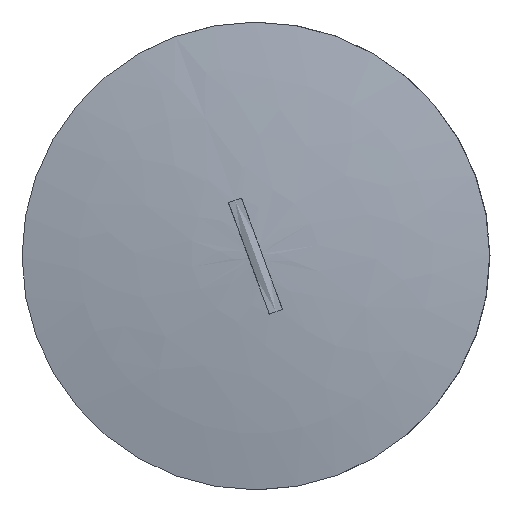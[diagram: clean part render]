
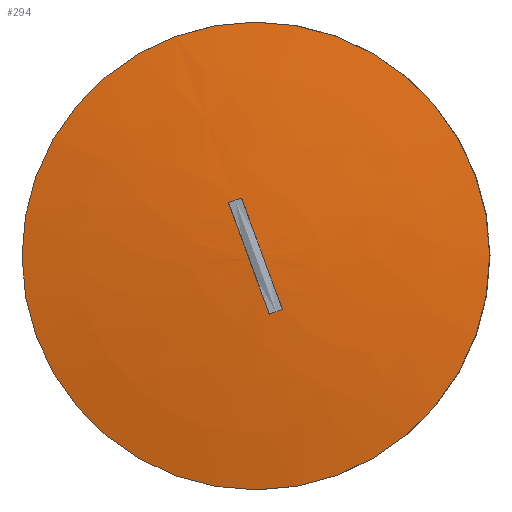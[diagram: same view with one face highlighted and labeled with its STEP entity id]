
A CAD part, left-side view. The second image highlights one B-rep face of the part: STEP entity #294.
In plain terms, the highlighted free-form (B-spline) face has degree [2, 2] with [3, 9] control points.
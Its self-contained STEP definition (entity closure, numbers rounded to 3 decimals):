
#28=(
BOUNDED_CURVE()
B_SPLINE_CURVE(2,(#1585,#1586,#1587),.UNSPECIFIED.,.F.,.F.)
B_SPLINE_CURVE_WITH_KNOTS((3,3),(1.395,1.504),
 .UNSPECIFIED.)
CURVE()
GEOMETRIC_REPRESENTATION_ITEM()
RATIONAL_B_SPLINE_CURVE((1.,0.998,0.999))
REPRESENTATION_ITEM('')
);
#29=(
BOUNDED_SURFACE()
B_SPLINE_SURFACE(2,2,((#1554,#1555,#1556,#1557,#1558,#1559,#1560,#1561,
#1562),(#1563,#1564,#1565,#1566,#1567,#1568,#1569,#1570,#1571),(#1572,#1573,
#1574,#1575,#1576,#1577,#1578,#1579,#1580)),.UNSPECIFIED.,.F.,.T.,.F.)
B_SPLINE_SURFACE_WITH_KNOTS((3,3),(3,2,2,2,3),(-1.536,-1.395),
(-3.142,-1.571,0.,1.571,3.142),
 .UNSPECIFIED.)
GEOMETRIC_REPRESENTATION_ITEM()
RATIONAL_B_SPLINE_SURFACE(((1.,0.707,1.,0.707,1.,
0.707,1.,0.707,1.),(0.998,0.705,
0.998,0.705,0.998,0.705,
0.998,0.705,0.998),(1.,0.707,
1.,0.707,1.,0.707,1.,0.707,1.)))
REPRESENTATION_ITEM('')
SURFACE()
);
#30=LINE('',#1525,#34);
#31=LINE('',#1526,#35);
#32=LINE('',#1545,#36);
#33=LINE('',#1546,#37);
#34=VECTOR('',#415,10.);
#35=VECTOR('',#416,10.);
#36=VECTOR('',#419,10.);
#37=VECTOR('',#420,10.);
#64=B_SPLINE_CURVE_WITH_KNOTS('',3,(#1510,#1511,#1512,#1513,#1514,#1515,
#1516,#1517,#1518,#1519,#1520,#1521,#1522,#1523,#1524),.UNSPECIFIED.,.F.,
 .F.,(4,2,2,3,2,2,4),(-0.833,-0.517,-0.258,
0.,0.258,0.517,0.833),.UNSPECIFIED.);
#65=B_SPLINE_CURVE_WITH_KNOTS('',3,(#1530,#1531,#1532,#1533,#1534,#1535,
#1536,#1537,#1538,#1539,#1540,#1541,#1542,#1543,#1544),.UNSPECIFIED.,.F.,
 .F.,(4,2,2,3,2,2,4),(-0.833,-0.517,-0.258,
0.,0.258,0.517,0.833),.UNSPECIFIED.);
#79=FACE_OUTER_BOUND('',#101,.T.);
#101=EDGE_LOOP('',(#243,#244,#245,#246,#247,#248,#249,#250,#251,#252,#253,
#254,#255,#256));
#115=CIRCLE('',#339,19.613);
#116=CIRCLE('',#340,19.613);
#118=CIRCLE('',#342,19.613);
#119=CIRCLE('',#343,19.613);
#128=CIRCLE('',#360,33.475);
#129=CIRCLE('',#361,33.475);
#137=VERTEX_POINT('',#472);
#138=VERTEX_POINT('',#473);
#139=VERTEX_POINT('',#475);
#140=VERTEX_POINT('',#477);
#141=VERTEX_POINT('',#479);
#142=VERTEX_POINT('',#481);
#152=VERTEX_POINT('',#1508);
#153=VERTEX_POINT('',#1509);
#154=VERTEX_POINT('',#1528);
#155=VERTEX_POINT('',#1529);
#158=VERTEX_POINT('',#1581);
#159=VERTEX_POINT('',#1582);
#166=EDGE_CURVE('',#137,#138,#115,.T.);
#167=EDGE_CURVE('',#139,#137,#116,.T.);
#169=EDGE_CURVE('',#141,#140,#118,.T.);
#170=EDGE_CURVE('',#142,#141,#119,.T.);
#185=EDGE_CURVE('',#152,#153,#64,.T.);
#186=EDGE_CURVE('',#138,#152,#30,.T.);
#187=EDGE_CURVE('',#153,#142,#31,.T.);
#188=EDGE_CURVE('',#154,#155,#65,.T.);
#189=EDGE_CURVE('',#140,#154,#32,.T.);
#190=EDGE_CURVE('',#155,#139,#33,.T.);
#193=EDGE_CURVE('',#158,#159,#128,.T.);
#194=EDGE_CURVE('',#159,#158,#129,.T.);
#195=EDGE_CURVE('',#159,#137,#28,.T.);
#243=ORIENTED_EDGE('',*,*,#193,.F.);
#244=ORIENTED_EDGE('',*,*,#194,.F.);
#245=ORIENTED_EDGE('',*,*,#195,.T.);
#246=ORIENTED_EDGE('',*,*,#166,.T.);
#247=ORIENTED_EDGE('',*,*,#186,.T.);
#248=ORIENTED_EDGE('',*,*,#185,.T.);
#249=ORIENTED_EDGE('',*,*,#187,.T.);
#250=ORIENTED_EDGE('',*,*,#170,.T.);
#251=ORIENTED_EDGE('',*,*,#169,.T.);
#252=ORIENTED_EDGE('',*,*,#189,.T.);
#253=ORIENTED_EDGE('',*,*,#188,.T.);
#254=ORIENTED_EDGE('',*,*,#190,.T.);
#255=ORIENTED_EDGE('',*,*,#167,.T.);
#256=ORIENTED_EDGE('',*,*,#195,.F.);
#294=ADVANCED_FACE('',(#79),#29,.F.);
#339=AXIS2_PLACEMENT_3D('',#474,#385,#386);
#340=AXIS2_PLACEMENT_3D('',#476,#387,#388);
#342=AXIS2_PLACEMENT_3D('',#480,#391,#392);
#343=AXIS2_PLACEMENT_3D('',#482,#393,#394);
#360=AXIS2_PLACEMENT_3D('',#1583,#431,#432);
#361=AXIS2_PLACEMENT_3D('',#1584,#433,#434);
#385=DIRECTION('center_axis',(0.996,0.,0.088));
#386=DIRECTION('ref_axis',(-0.088,-0.051,0.995));
#387=DIRECTION('center_axis',(0.996,0.,0.088));
#388=DIRECTION('ref_axis',(-0.088,0.,0.996));
#391=DIRECTION('center_axis',(0.996,0.,-0.088));
#392=DIRECTION('ref_axis',(-0.088,0.051,-0.995));
#393=DIRECTION('center_axis',(0.996,0.,-0.088));
#394=DIRECTION('ref_axis',(-0.088,0.,-0.996));
#415=DIRECTION('',(-0.067,0.,-0.998));
#416=DIRECTION('',(0.067,0.,-0.998));
#419=DIRECTION('',(-0.067,0.,0.998));
#420=DIRECTION('',(0.067,0.,0.998));
#431=DIRECTION('center_axis',(1.,0.,0.));
#432=DIRECTION('ref_axis',(0.,0.,-1.));
#433=DIRECTION('center_axis',(1.,0.,0.));
#434=DIRECTION('ref_axis',(0.,0.,-1.));
#472=CARTESIAN_POINT('',(-15.587,0.,8.5));
#473=CARTESIAN_POINT('',(-15.585,-1.,8.475));
#474=CARTESIAN_POINT('Origin',(-13.865,0.,
-11.037));
#475=CARTESIAN_POINT('',(-15.585,1.,8.475));
#476=CARTESIAN_POINT('Origin',(-13.865,0.,-11.037));
#477=CARTESIAN_POINT('',(-15.585,1.,-8.475));
#479=CARTESIAN_POINT('',(-15.587,0.,-8.5));
#480=CARTESIAN_POINT('Origin',(-13.865,0.,11.037));
#481=CARTESIAN_POINT('',(-15.585,-1.,-8.475));
#482=CARTESIAN_POINT('Origin',(-13.865,0.,
11.037));
#1508=CARTESIAN_POINT('',(-15.587,-1.,8.441));
#1509=CARTESIAN_POINT('',(-15.587,-1.,-8.441));
#1510=CARTESIAN_POINT('Ctrl Pts',(-15.587,-1.,8.441));
#1511=CARTESIAN_POINT('Ctrl Pts',(-15.659,-1.,7.358));
#1512=CARTESIAN_POINT('Ctrl Pts',(-15.723,-1.,6.281));
#1513=CARTESIAN_POINT('Ctrl Pts',(-15.825,-1.,4.333));
#1514=CARTESIAN_POINT('Ctrl Pts',(-15.865,-1.,3.461));
#1515=CARTESIAN_POINT('Ctrl Pts',(-15.934,-1.,1.725));
#1516=CARTESIAN_POINT('Ctrl Pts',(-15.968,-1.,0.861));
#1517=CARTESIAN_POINT('Ctrl Pts',(-15.968,-1.,0.));
#1518=CARTESIAN_POINT('Ctrl Pts',(-15.968,-1.,-0.861));
#1519=CARTESIAN_POINT('Ctrl Pts',(-15.934,-1.,-1.725));
#1520=CARTESIAN_POINT('Ctrl Pts',(-15.865,-1.,-3.461));
#1521=CARTESIAN_POINT('Ctrl Pts',(-15.825,-1.,-4.333));
#1522=CARTESIAN_POINT('Ctrl Pts',(-15.723,-1.,-6.281));
#1523=CARTESIAN_POINT('Ctrl Pts',(-15.659,-1.,-7.358));
#1524=CARTESIAN_POINT('Ctrl Pts',(-15.587,-1.,-8.441));
#1525=CARTESIAN_POINT('',(-15.585,-1.,8.475));
#1526=CARTESIAN_POINT('',(-15.587,-1.,-8.441));
#1528=CARTESIAN_POINT('',(-15.587,1.,-8.441));
#1529=CARTESIAN_POINT('',(-15.587,1.,8.441));
#1530=CARTESIAN_POINT('Ctrl Pts',(-15.587,1.,-8.441));
#1531=CARTESIAN_POINT('Ctrl Pts',(-15.659,1.,-7.358));
#1532=CARTESIAN_POINT('Ctrl Pts',(-15.723,1.,-6.281));
#1533=CARTESIAN_POINT('Ctrl Pts',(-15.825,1.,-4.333));
#1534=CARTESIAN_POINT('Ctrl Pts',(-15.865,1.,-3.461));
#1535=CARTESIAN_POINT('Ctrl Pts',(-15.934,1.,-1.725));
#1536=CARTESIAN_POINT('Ctrl Pts',(-15.968,1.,-0.861));
#1537=CARTESIAN_POINT('Ctrl Pts',(-15.968,1.,0.));
#1538=CARTESIAN_POINT('Ctrl Pts',(-15.968,1.,0.861));
#1539=CARTESIAN_POINT('Ctrl Pts',(-15.934,1.,1.725));
#1540=CARTESIAN_POINT('Ctrl Pts',(-15.865,1.,3.461));
#1541=CARTESIAN_POINT('Ctrl Pts',(-15.825,1.,4.333));
#1542=CARTESIAN_POINT('Ctrl Pts',(-15.723,1.,6.281));
#1543=CARTESIAN_POINT('Ctrl Pts',(-15.659,1.,7.358));
#1544=CARTESIAN_POINT('Ctrl Pts',(-15.587,1.,8.441));
#1545=CARTESIAN_POINT('',(-15.585,1.,-8.475));
#1546=CARTESIAN_POINT('',(-15.587,1.,8.441));
#1554=CARTESIAN_POINT('Ctrl Pts',(-15.968,0.,1.));
#1555=CARTESIAN_POINT('Ctrl Pts',(-15.968,-1.,1.));
#1556=CARTESIAN_POINT('Ctrl Pts',(-15.968,-1.,0.));
#1557=CARTESIAN_POINT('Ctrl Pts',(-15.968,-1.,-1.));
#1558=CARTESIAN_POINT('Ctrl Pts',(-15.968,0.,-1.));
#1559=CARTESIAN_POINT('Ctrl Pts',(-15.968,1.,-1.));
#1560=CARTESIAN_POINT('Ctrl Pts',(-15.968,1.,0.));
#1561=CARTESIAN_POINT('Ctrl Pts',(-15.968,1.,1.));
#1562=CARTESIAN_POINT('Ctrl Pts',(-15.968,0.,1.));
#1563=CARTESIAN_POINT('Ctrl Pts',(-15.404,0.,17.359));
#1564=CARTESIAN_POINT('Ctrl Pts',(-15.404,-17.359,17.359));
#1565=CARTESIAN_POINT('Ctrl Pts',(-15.404,-17.359,0.));
#1566=CARTESIAN_POINT('Ctrl Pts',(-15.404,-17.359,-17.359));
#1567=CARTESIAN_POINT('Ctrl Pts',(-15.404,0.,-17.359));
#1568=CARTESIAN_POINT('Ctrl Pts',(-15.404,17.359,-17.359));
#1569=CARTESIAN_POINT('Ctrl Pts',(-15.404,17.359,0.));
#1570=CARTESIAN_POINT('Ctrl Pts',(-15.404,17.359,17.359));
#1571=CARTESIAN_POINT('Ctrl Pts',(-15.404,0.,17.359));
#1572=CARTESIAN_POINT('Ctrl Pts',(-12.54,0.,33.475));
#1573=CARTESIAN_POINT('Ctrl Pts',(-12.54,-33.475,33.475));
#1574=CARTESIAN_POINT('Ctrl Pts',(-12.54,-33.475,0.));
#1575=CARTESIAN_POINT('Ctrl Pts',(-12.54,-33.475,-33.475));
#1576=CARTESIAN_POINT('Ctrl Pts',(-12.54,0.,-33.475));
#1577=CARTESIAN_POINT('Ctrl Pts',(-12.54,33.475,-33.475));
#1578=CARTESIAN_POINT('Ctrl Pts',(-12.54,33.475,0.));
#1579=CARTESIAN_POINT('Ctrl Pts',(-12.54,33.475,33.475));
#1580=CARTESIAN_POINT('Ctrl Pts',(-12.54,0.,33.475));
#1581=CARTESIAN_POINT('',(-12.54,33.475,0.));
#1582=CARTESIAN_POINT('',(-12.54,0.,33.475));
#1583=CARTESIAN_POINT('Origin',(-12.54,0.,0.));
#1584=CARTESIAN_POINT('Origin',(-12.54,0.,0.));
#1585=CARTESIAN_POINT('Ctrl Pts',(-12.54,0.,33.475));
#1586=CARTESIAN_POINT('Ctrl Pts',(-14.744,0.,21.071));
#1587=CARTESIAN_POINT('Ctrl Pts',(-15.587,0.,8.5));
